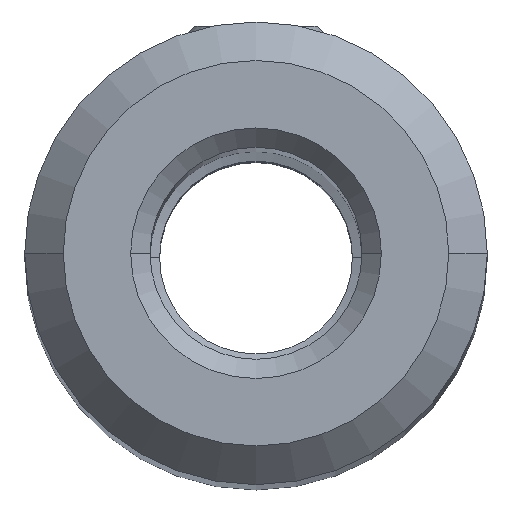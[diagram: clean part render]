
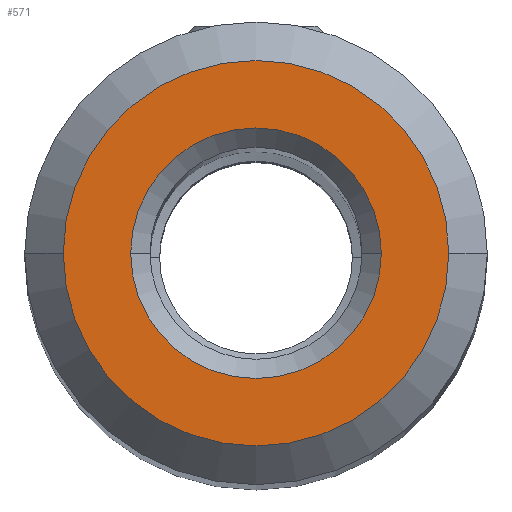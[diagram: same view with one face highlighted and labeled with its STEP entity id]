
A CAD part, top view. The second image highlights one B-rep face of the part: STEP entity #571.
In plain terms, the highlighted planar face has unit normal (0, 0, 1).
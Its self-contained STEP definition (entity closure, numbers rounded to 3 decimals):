
#447=EDGE_CURVE('NONE',#773,#729,#1108,.T.);
#479=EDGE_CURVE('NONE',#729,#773,#1146,.T.);
#571=ADVANCED_FACE('NONE',(#1246,#1247),#1248,.T.);
#641=EDGE_CURVE('NONE',#851,#863,#1326,.T.);
#729=VERTEX_POINT('NONE',#1423);
#765=EDGE_CURVE('NONE',#863,#851,#1463,.T.);
#773=VERTEX_POINT('NONE',#1475);
#851=VERTEX_POINT('NONE',#1561);
#863=VERTEX_POINT('NONE',#1574);
#1108=CIRCLE('',#1921,5.);
#1146=CIRCLE('',#2000,5.);
#1246=FACE_OUTER_BOUND('',#2162,.T.);
#1247=FACE_BOUND('',#2163,.T.);
#1248=PLANE('',#2164);
#1326=CIRCLE('',#2290,3.25);
#1423=CARTESIAN_POINT('',(-5.,0.0,85.0));
#1463=CIRCLE('',#2498,3.25);
#1475=CARTESIAN_POINT('',(5.,0.,85.0));
#1561=CARTESIAN_POINT('',(3.25,0.0,85.0));
#1574=CARTESIAN_POINT('',(-3.25,0.,85.0));
#1921=AXIS2_PLACEMENT_3D('',#3000,#3001,#3002);
#2000=AXIS2_PLACEMENT_3D('',#3059,#3060,#3061);
#2162=EDGE_LOOP('',(#3150,#3151));
#2163=EDGE_LOOP('',(#3152,#3153));
#2164=AXIS2_PLACEMENT_3D('',#3154,#3155,#3156);
#2290=AXIS2_PLACEMENT_3D('',#3251,#3252,#3253);
#2498=AXIS2_PLACEMENT_3D('',#3407,#3408,#3409);
#3000=CARTESIAN_POINT('',(0.0,0.0,85.0));
#3001=DIRECTION('',(0.0,0.0,1.0));
#3002=DIRECTION('',(1.0,0.0,0.0));
#3059=CARTESIAN_POINT('',(0.0,0.0,85.0));
#3060=DIRECTION('',(0.0,0.0,1.0));
#3061=DIRECTION('',(1.0,0.0,0.0));
#3150=ORIENTED_EDGE('',*,*,#479,.T.);
#3151=ORIENTED_EDGE('',*,*,#447,.T.);
#3152=ORIENTED_EDGE('',*,*,#641,.T.);
#3153=ORIENTED_EDGE('',*,*,#765,.T.);
#3154=CARTESIAN_POINT('',(0.0,6.,85.0));
#3155=DIRECTION('',(0.0,0.0,1.0));
#3156=DIRECTION('',(1.0,0.0,0.0));
#3251=CARTESIAN_POINT('',(0.0,0.0,85.0));
#3252=DIRECTION('',(0.0,0.0,-1.0));
#3253=DIRECTION('',(1.0,0.0,0.0));
#3407=CARTESIAN_POINT('',(0.0,0.0,85.0));
#3408=DIRECTION('',(0.0,0.0,-1.0));
#3409=DIRECTION('',(1.0,0.0,0.0));
